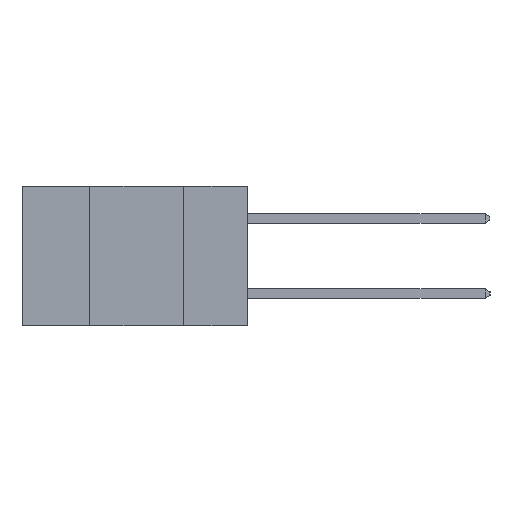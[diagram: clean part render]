
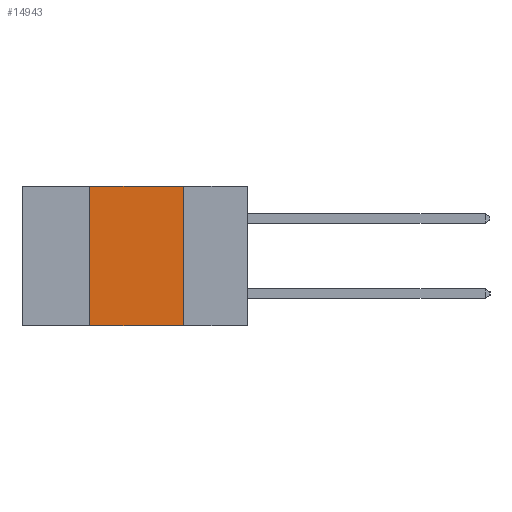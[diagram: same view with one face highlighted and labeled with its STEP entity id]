
A CAD part, left-side view. The second image highlights one B-rep face of the part: STEP entity #14943.
In plain terms, the highlighted planar face has unit normal (-1, 0, 0).
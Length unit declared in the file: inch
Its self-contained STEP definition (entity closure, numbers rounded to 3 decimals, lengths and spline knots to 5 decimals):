
#43 = VECTOR ( 'NONE', #2861, 39.37008 ) ;
#252 = DIRECTION ( 'NONE',  ( 0., 0., -1. ) ) ;
#440 = ORIENTED_EDGE ( 'NONE', *, *, #13315, .F. ) ;
#886 = CARTESIAN_POINT ( 'NONE',  ( 0., 0.17, 0. ) ) ;
#1289 = PLANE ( 'NONE',  #1742 ) ;
#1742 = AXIS2_PLACEMENT_3D ( 'NONE', #10848, #3775, #12028 ) ;
#1968 = ORIENTED_EDGE ( 'NONE', *, *, #15133, .T. ) ;
#2396 = LINE ( 'NONE', #14531, #8735 ) ;
#2820 = ORIENTED_EDGE ( 'NONE', *, *, #7779, .F. ) ;
#2861 = DIRECTION ( 'NONE',  ( 0., -1., 0. ) ) ;
#3605 = DIRECTION ( 'NONE',  ( 0., 0., 1. ) ) ;
#3775 = DIRECTION ( 'NONE',  ( 1., 0., 0. ) ) ;
#4159 = VERTEX_POINT ( 'NONE', #11872 ) ;
#4247 = ORIENTED_EDGE ( 'NONE', *, *, #10642, .F. ) ;
#5565 = FACE_OUTER_BOUND ( 'NONE', #12260, .T. ) ;
#5672 = VERTEX_POINT ( 'NONE', #886 ) ;
#5777 = VECTOR ( 'NONE', #3605, 39.37008 ) ;
#6118 = VERTEX_POINT ( 'NONE', #14009 ) ;
#6465 = CARTESIAN_POINT ( 'NONE',  ( 0., 0.6, -0.37 ) ) ;
#6873 = LINE ( 'NONE', #6465, #43 ) ;
#7779 = EDGE_CURVE ( 'NONE', #6118, #13922, #15143, .T. ) ;
#8096 = VECTOR ( 'NONE', #252, 39.37008 ) ;
#8735 = VECTOR ( 'NONE', #12141, 39.37008 ) ;
#9715 = CARTESIAN_POINT ( 'NONE',  ( 0., 0.17, -0.37 ) ) ;
#10642 = EDGE_CURVE ( 'NONE', #5672, #4159, #11247, .T. ) ;
#10695 = CARTESIAN_POINT ( 'NONE',  ( 0., 0.42, -0.37 ) ) ;
#10848 = CARTESIAN_POINT ( 'NONE',  ( 0., 0.6, 0. ) ) ;
#11247 = LINE ( 'NONE', #9715, #8096 ) ;
#11872 = CARTESIAN_POINT ( 'NONE',  ( 0., 0.17, -0.37 ) ) ;
#12028 = DIRECTION ( 'NONE',  ( 0., 0., -1. ) ) ;
#12141 = DIRECTION ( 'NONE',  ( 0., -1., 0. ) ) ;
#12260 = EDGE_LOOP ( 'NONE', ( #4247, #440, #2820, #1968 ) ) ;
#12528 = CARTESIAN_POINT ( 'NONE',  ( 0., 0.42, 0. ) ) ;
#13315 = EDGE_CURVE ( 'NONE', #13922, #5672, #2396, .T. ) ;
#13922 = VERTEX_POINT ( 'NONE', #12528 ) ;
#14009 = CARTESIAN_POINT ( 'NONE',  ( 0., 0.42, -0.37 ) ) ;
#14531 = CARTESIAN_POINT ( 'NONE',  ( 0., 0.6, 0. ) ) ;
#14943 = ADVANCED_FACE ( 'NONE', ( #5565 ), #1289, .F. ) ;
#15133 = EDGE_CURVE ( 'NONE', #6118, #4159, #6873, .T. ) ;
#15143 = LINE ( 'NONE', #10695, #5777 ) ;
